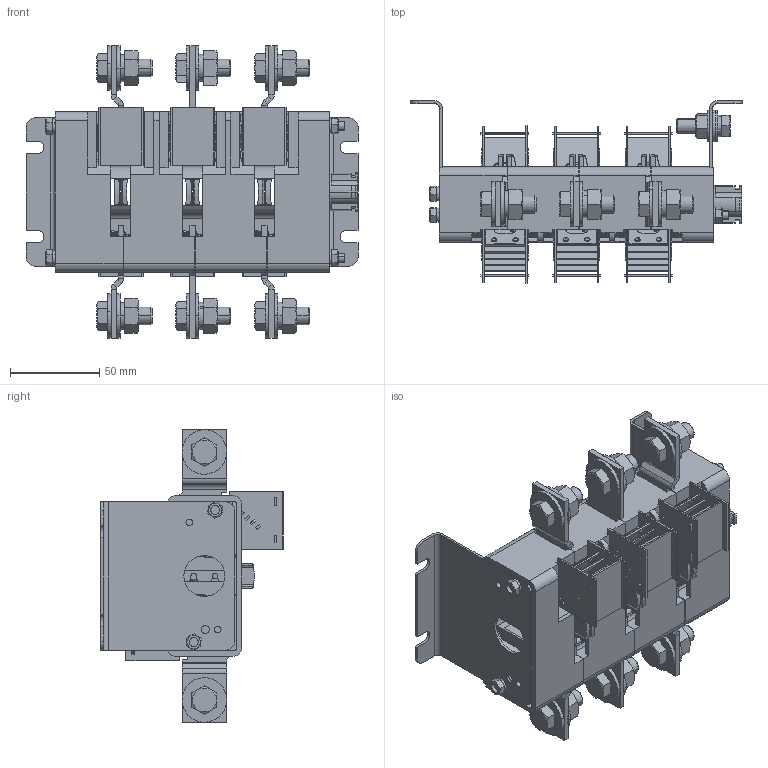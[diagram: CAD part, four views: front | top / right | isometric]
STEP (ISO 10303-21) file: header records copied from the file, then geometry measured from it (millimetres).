
FILE_DESCRIPTION (( 'STEP AP203' ), '1' );
FILE_NAME ('ÂÐ32-35.STEP', '2014-06-25T10:32:34', ( 'admin' ), ( 'Microsoft' ), 'SwSTEP 2.0', 'SolidWorks 2007', '' );
FILE_SCHEMA (( 'CONFIG_CONTROL_DESIGN' ));
Products named in the file (1): 覆32-35
Bounding box: 186.1 x 102.1 x 164 mm (x, y, z)
Surface area: 235768.7 mm2 (no closed solid volume)
Topology: 0 solids, 194 shells, 1621 faces, 7756 edges, 6048 vertices
Faces by surface type: plane 1146, cylinder 371, cone 50, sphere 48, bspline 6
Entity records: 80140 total; most frequent: CARTESIAN_POINT 18863, DIRECTION 12315, ORIENTED_EDGE 10854, EDGE_CURVE 7756, VERTEX_POINT 6048, VECTOR 5873, LINE 5873, AXIS2_PLACEMENT_3D 3221
